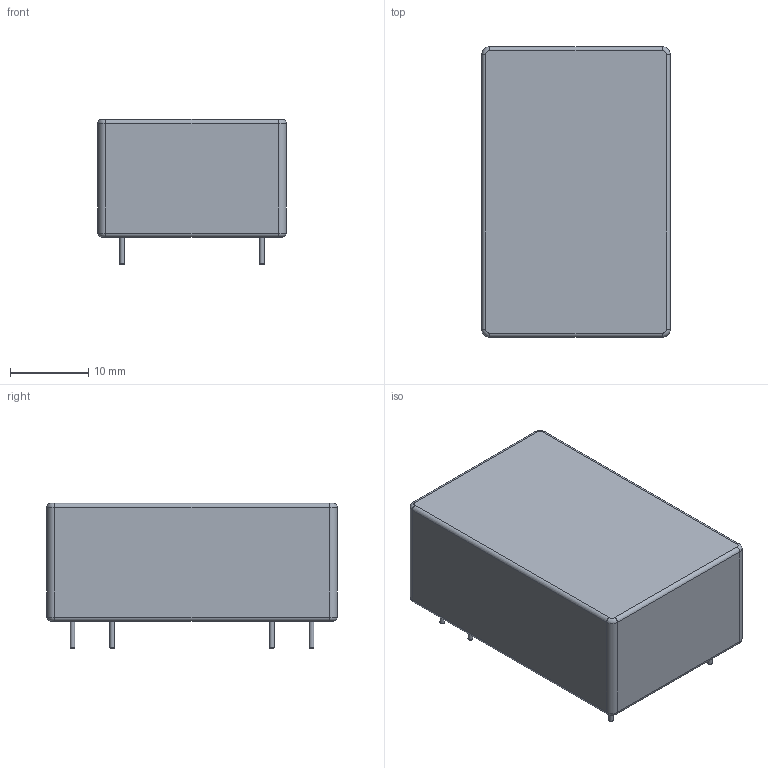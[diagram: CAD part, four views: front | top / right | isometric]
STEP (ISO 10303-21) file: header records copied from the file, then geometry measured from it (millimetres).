
FILE_DESCRIPTION(/* description */ ('model of Converter_ACDC_RECOM_RAC04-xxSGx_THT'),/* implementation_level */ '2;1');
FILE_NAME(/* name */ 'Converter_ACDC_RECOM_RAC04-xxSGx_THT.step',/* time_stamp */ '2018-09-27T13:15:59',/* author */ ('kicad StepUp','ksu'),/* organization */ ('FreeCAD'),/* preprocessor_version */ 'OCC',/* originating_system */ 'kicad StepUp',/* authorisation */ '');
FILE_SCHEMA(('AUTOMOTIVE_DESIGN { 1 0 10303 214 1 1 1 1 }'));
Length unit declared in the file: millimetre
Products named in the file (1): Converter_ACDC_RECOM_RAC04_xxSGx_THT
Bounding box: 24 x 37 x 18.5 mm (x, y, z)
Volume: 13299.2 mm3; surface area: 3559.2 mm2
Topology: 1 solids, 1 shells, 41 faces, 81 edges, 47 vertices
Faces by surface type: cylinder 17, torus 13, plane 11
Full cylindrical faces by diameter (mm): 0.6 x5
Entity records: 841 total; most frequent: CARTESIAN_POINT 131, ORIENTED_EDGE 125, AXIS2_PLACEMENT_3D 91, EDGE_CURVE 81, CIRCLE 52, VERTEX_POINT 47, FACE_BOUND 46, EDGE_LOOP 46
